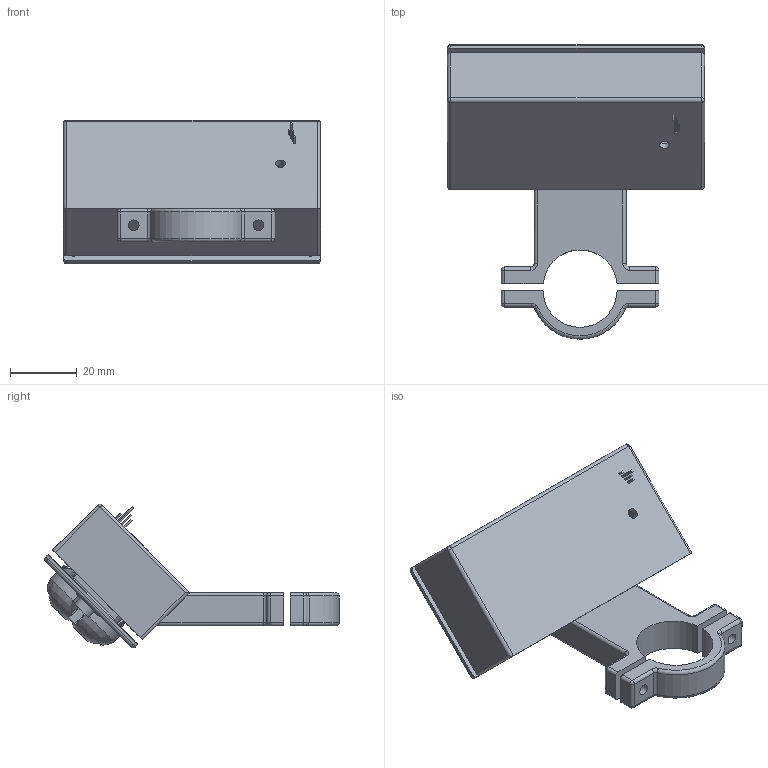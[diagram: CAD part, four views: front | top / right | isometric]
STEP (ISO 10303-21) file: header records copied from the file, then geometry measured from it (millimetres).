
FILE_DESCRIPTION (( 'STEP AP214' ), '1' );
FILE_NAME ('MB2_Case.STEP', '2024-09-29T16:58:25', ( '' ), ( '' ), 'SwSTEP 2.0', 'SolidWorks 2024', '' );
FILE_SCHEMA (( 'AUTOMOTIVE_DESIGN' ));
Length unit declared in the file: millimetre
Products named in the file (13): Joystick_504; Part 6.step; Part 2.step; case-bottom; QBL8RGB; hb_mount_top; rp8100b1m1ceblkxxxnil; Part 3.step; hb_mount_bottom; Part 4.step; Part 5.step; QBL8RGB.step; MB2_Case
Assembly tree (14 placements, depth 4):
  MB2_Case
    hb_mount_top
    hb_mount_bottom
    case-bottom
    rp8100b1m1ceblkxxxnil  x3
    QBL8RGB
      QBL8RGB.step
        Part 5.step
        Part 2.step
        Part 4.step
        Part 6.step
        Part 3.step
    Joystick_504
Bounding box: 77.08 x 88.27 x 43.08 mm (x, y, z)
Volume: 36479 mm3; surface area: 35768.6 mm2
Topology: 13 solids, 13 shells, 1168 faces, 3065 edges, 1945 vertices
Faces by surface type: plane 732, cylinder 319, bspline 38, cone 36, sphere 25, torus 18
Full cylindrical faces by diameter (mm): 0.1 x4, 1 x2, 1.2 x4, 1.235 x1, 1.412 x4, 2 x2, 2.2 x3, 2.3 x10, 2.6 x3, 3 x1, 3.2 x4, 4 x3, 4.95 x3, 5 x2, 5.6 x3, 5.977 x1, 6.841 x1, 7 x3, 7.2 x3, 7.55 x3, 8.6 x6, 9.5 x6, 9.55 x3, 10 x3, 11.4 x3, 11.6 x3, 12 x3, 12.1 x3, 13.6 x3, 17.5 x3
Entity records: 23674 total; most frequent: CARTESIAN_POINT 4253, DIRECTION 3567, ORIENTED_EDGE 3562, EDGE_CURVE 1781, LINE 1217, VECTOR 1217, AXIS2_PLACEMENT_3D 1175, VERTEX_POINT 1166
